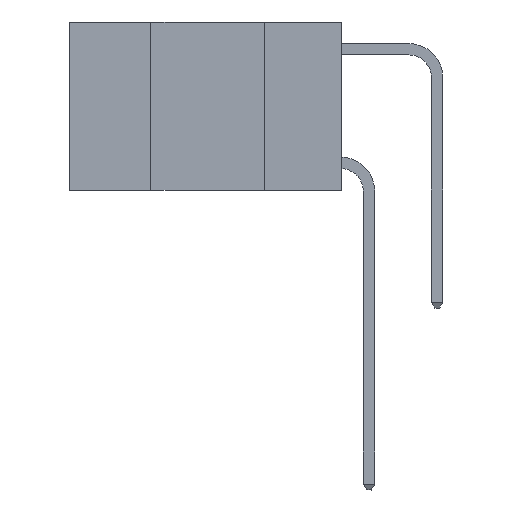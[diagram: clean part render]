
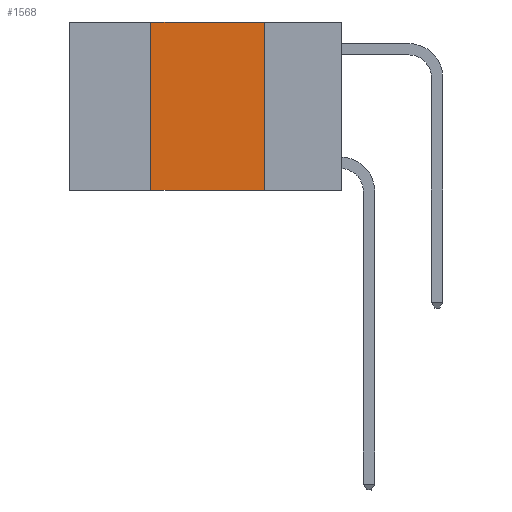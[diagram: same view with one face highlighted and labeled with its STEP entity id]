
A CAD part, left-side view. The second image highlights one B-rep face of the part: STEP entity #1568.
In plain terms, the highlighted planar face has unit normal (-1, 0, 0).
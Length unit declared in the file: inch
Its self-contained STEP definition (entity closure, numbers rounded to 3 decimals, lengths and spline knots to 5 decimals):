
#992 = LINE ( 'NONE', #6926, #13307 ) ;
#1568 = ADVANCED_FACE ( 'NONE', ( #5169 ), #1844, .F. ) ;
#1696 = DIRECTION ( 'NONE',  ( 0., 0., -1. ) ) ;
#1844 = PLANE ( 'NONE',  #10953 ) ;
#2326 = VECTOR ( 'NONE', #1696, 39.37008 ) ;
#2813 = LINE ( 'NONE', #8835, #2326 ) ;
#3221 = CARTESIAN_POINT ( 'NONE',  ( 0., 0.6, -0.37 ) ) ;
#3377 = ORIENTED_EDGE ( 'NONE', *, *, #9119, .F. ) ;
#3478 = CARTESIAN_POINT ( 'NONE',  ( 0., 0.42, 0. ) ) ;
#3748 = DIRECTION ( 'NONE',  ( 0., -1., 0. ) ) ;
#3789 = VECTOR ( 'NONE', #11473, 39.37008 ) ;
#3829 = VERTEX_POINT ( 'NONE', #3478 ) ;
#3913 = LINE ( 'NONE', #11062, #12338 ) ;
#3993 = ORIENTED_EDGE ( 'NONE', *, *, #5034, .F. ) ;
#5034 = EDGE_CURVE ( 'NONE', #8919, #8545, #2813, .T. ) ;
#5169 = FACE_OUTER_BOUND ( 'NONE', #11597, .T. ) ;
#5939 = DIRECTION ( 'NONE',  ( 0., 0., 1. ) ) ;
#6926 = CARTESIAN_POINT ( 'NONE',  ( 0., 0.42, 0. ) ) ;
#7075 = CARTESIAN_POINT ( 'NONE',  ( 0., 0.17, -0.37 ) ) ;
#7855 = EDGE_CURVE ( 'NONE', #3829, #8919, #3913, .T. ) ;
#8545 = VERTEX_POINT ( 'NONE', #7075 ) ;
#8835 = CARTESIAN_POINT ( 'NONE',  ( 0., 0.17, 0. ) ) ;
#8919 = VERTEX_POINT ( 'NONE', #9906 ) ;
#9119 = EDGE_CURVE ( 'NONE', #9201, #3829, #992, .T. ) ;
#9201 = VERTEX_POINT ( 'NONE', #10265 ) ;
#9906 = CARTESIAN_POINT ( 'NONE',  ( 0., 0.17, 0. ) ) ;
#10111 = LINE ( 'NONE', #3221, #3789 ) ;
#10265 = CARTESIAN_POINT ( 'NONE',  ( 0., 0.42, -0.37 ) ) ;
#10891 = ORIENTED_EDGE ( 'NONE', *, *, #7855, .F. ) ;
#10953 = AXIS2_PLACEMENT_3D ( 'NONE', #12366, #12900, #12948 ) ;
#11062 = CARTESIAN_POINT ( 'NONE',  ( 0., 0.6, 0. ) ) ;
#11473 = DIRECTION ( 'NONE',  ( 0., -1., 0. ) ) ;
#11597 = EDGE_LOOP ( 'NONE', ( #3993, #10891, #3377, #12436 ) ) ;
#12184 = EDGE_CURVE ( 'NONE', #9201, #8545, #10111, .T. ) ;
#12338 = VECTOR ( 'NONE', #3748, 39.37008 ) ;
#12366 = CARTESIAN_POINT ( 'NONE',  ( 0., 0.6, 0. ) ) ;
#12436 = ORIENTED_EDGE ( 'NONE', *, *, #12184, .T. ) ;
#12900 = DIRECTION ( 'NONE',  ( 1., 0., 0. ) ) ;
#12948 = DIRECTION ( 'NONE',  ( 0., 0., -1. ) ) ;
#13307 = VECTOR ( 'NONE', #5939, 39.37008 ) ;
